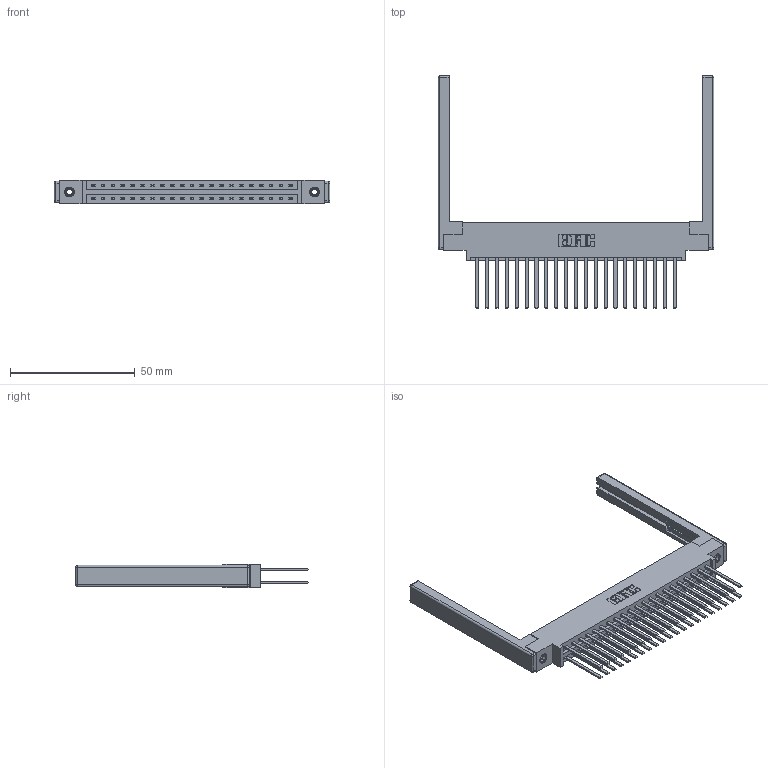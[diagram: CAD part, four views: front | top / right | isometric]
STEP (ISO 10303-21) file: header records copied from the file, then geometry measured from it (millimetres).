
FILE_DESCRIPTION (( 'STEP AP203' ), '1' );
FILE_NAME ('337-042-544-868.STEP', '2019-10-11T12:59:26', ( '' ), ( '' ), 'SwSTEP 2.0', 'SolidWorks 2016', '' );
FILE_SCHEMA (( 'CONFIG_CONTROL_DESIGN' ));
Length unit declared in the file: inch
Products named in the file (5): 345-292-001_345-293-144; 337 Part_0.170 Offset - 0.156 Dia-TI; 337-042-544-868; 345-250-001_345-250-001-102; 307-220-068
Assembly tree (47 placements, depth 2):
  337-042-544-868
    337 Part_0.170 Offset - 0.156 Dia-TI
    345-292-001_345-293-144  x42
    345-250-001_345-250-001-102  x2
    307-220-068  x2
Bounding box: 110.64 x 93.35 x 9.4 mm (x, y, z)
Volume: 16236.9 mm3; surface area: 19260.4 mm2
Topology: 47 solids, 47 shells, 2288 faces, 6719 edges, 4402 vertices
Faces by surface type: plane 1590, cylinder 674, cone 12, sphere 8, torus 4
Entity records: 21706 total; most frequent: CARTESIAN_POINT 3639, ORIENTED_EDGE 3564, DIRECTION 3200, EDGE_CURVE 1782, VECTOR 1608, LINE 1608, VERTEX_POINT 1178, AXIS2_PLACEMENT_3D 796
